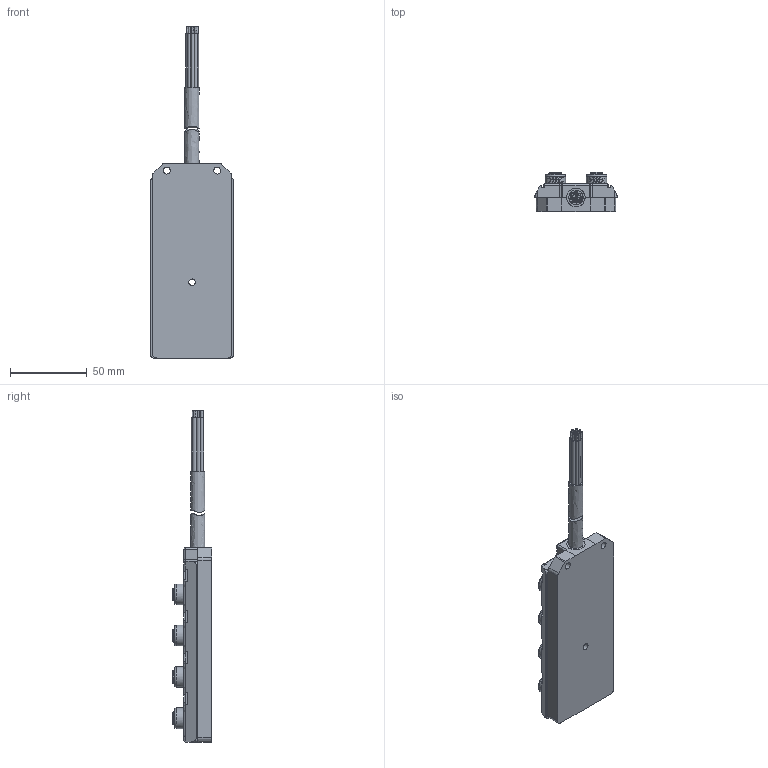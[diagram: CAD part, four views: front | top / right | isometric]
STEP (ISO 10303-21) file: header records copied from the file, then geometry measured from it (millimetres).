
FILE_DESCRIPTION( ('This file contains a STEP AP42 implementation' ,'as created by ZW3D STEP Interface translator.') ,'2;1' );
FILE_NAME( 'DSTR8-5-4XX-22XX.stp' ,'211221.133636', (''), ('ZWCAD Software Co.'), 'Version 1.0', 'ZW3D to STEP translator', '' );
FILE_SCHEMA(('AUTOMOTIVE_DESIGN'));
Length unit declared in the file: millimetre
Products named in the file (2): 0; DSTR8-5-4XX-22XX
Bounding box: 54 x 25.5 x 217 mm (x, y, z)
Volume: 119035 mm3; surface area: 33284.4 mm2
Topology: 2 solids, 2 shells, 1147 faces, 2944 edges, 1989 vertices
Faces by surface type: bspline 1147
Entity records: 53721 total; most frequent: CARTESIAN_POINT 34765, ORIENTED_EDGE 5870, EDGE_CURVE 2935, B_SPLINE_CURVE_WITH_KNOTS 2355, VERTEX_POINT 1989, EDGE_LOOP 1350, FACE_OUTER_BOUND 1147, ADVANCED_FACE 1147
